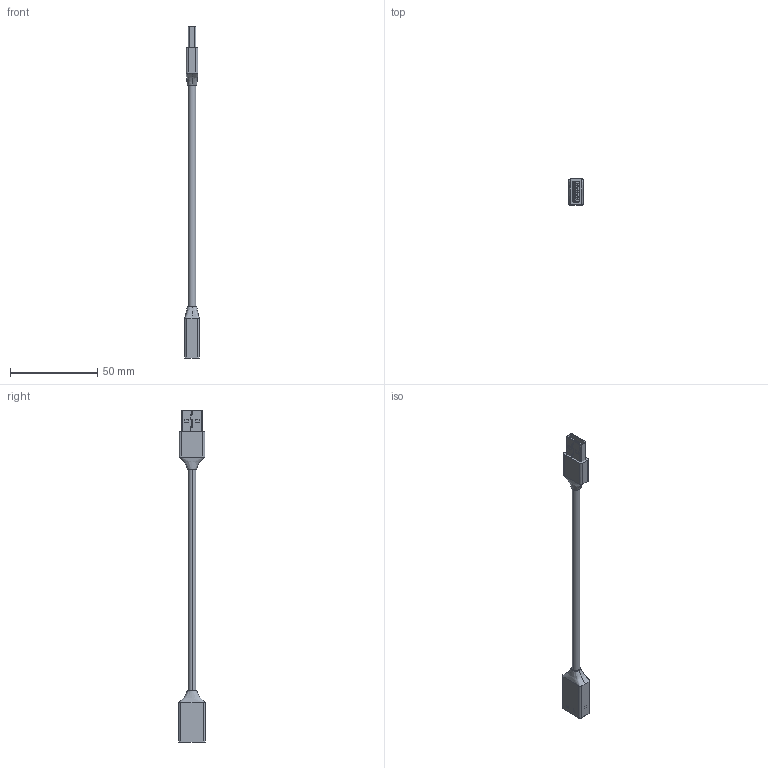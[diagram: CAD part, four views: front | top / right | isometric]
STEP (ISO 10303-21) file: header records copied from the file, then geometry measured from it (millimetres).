
FILE_DESCRIPTION (( 'STEP AP214' ), '1' );
FILE_NAME ('USBCA2-MF_3D.STEP', '2022-07-19T19:00:23', ( '' ), ( '' ), 'SwSTEP 2.0', 'SolidWorks 2021', '' );
FILE_SCHEMA (( 'AUTOMOTIVE_DESIGN' ));
Length unit declared in the file: inch
Products named in the file (13): CAUCA2-MF_4; 1AA05-046-MA1; 1AA05-046-MA2_Without Crimp; 1AA05-046-MA3; USB-4006B_5; USB-4001B-2_BLACK CABLE; 1AA05-046_CAUCA2_without crimp; 1AA05-047-MA2___; USB-4006B_6; 1AA05-047___; USBCA2-MF_3D; 1AA05-047-MA1___; CAUCA2-MF_3
Assembly tree (12 placements, depth 4):
  USBCA2-MF_3D
    USB-4001B-2_BLACK CABLE
    CAUCA2-MF_3
      USB-4006B_5
      1AA05-046_CAUCA2_without crimp
        1AA05-046-MA1
        1AA05-046-MA2_Without Crimp
        1AA05-046-MA3
    CAUCA2-MF_4
      USB-4006B_6
      1AA05-047___
        1AA05-047-MA2___
        1AA05-047-MA1___
Bounding box: 8.38 x 15.24 x 190.27 mm (x, y, z)
Volume: 6881.3 mm3; surface area: 9456.7 mm2
Topology: 23 solids, 23 shells, 1621 faces, 4342 edges, 2818 vertices
Faces by surface type: plane 1088, cylinder 377, bspline 120, sphere 26, torus 8, cone 2
Entity records: 64451 total; most frequent: CARTESIAN_POINT 18703, ORIENTED_EDGE 8632, DIRECTION 7616, EDGE_CURVE 4316, VECTOR 3254, LINE 3254, VERTEX_POINT 2818, AXIS2_PLACEMENT_3D 2181
